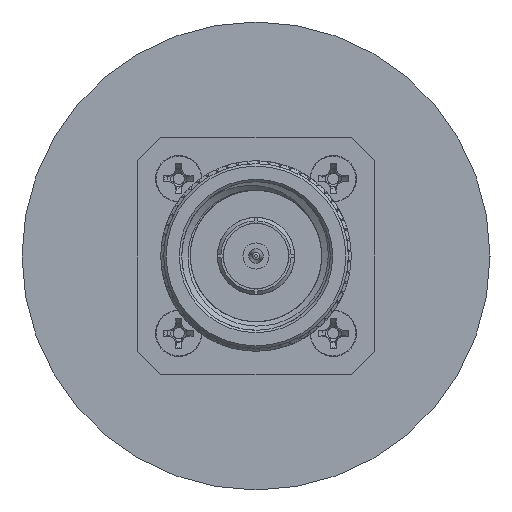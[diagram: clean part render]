
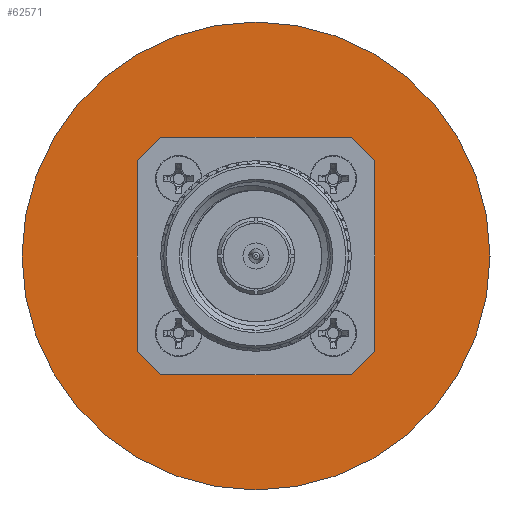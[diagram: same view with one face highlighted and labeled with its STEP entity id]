
A CAD part, left-side view. The second image highlights one B-rep face of the part: STEP entity #62571.
In plain terms, the highlighted planar face has unit normal (-1, 0, 0).
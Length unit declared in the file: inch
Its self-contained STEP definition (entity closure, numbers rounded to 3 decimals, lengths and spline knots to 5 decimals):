
#3086 = EDGE_CURVE ( 'NONE', #50449, #117594, #41996, .T. ) ;
#6866 = ORIENTED_EDGE ( 'NONE', *, *, #116579, .F. ) ;
#8507 = CARTESIAN_POINT ( 'NONE',  ( 0., -0.5, -0.4 ) ) ;
#9528 = ORIENTED_EDGE ( 'NONE', *, *, #118392, .T. ) ;
#10364 = CARTESIAN_POINT ( 'NONE',  ( 0., -0.98425, 0. ) ) ;
#12793 = CARTESIAN_POINT ( 'NONE',  ( 0., -0.5, 0.4 ) ) ;
#12867 = VECTOR ( 'NONE', #54009, 39.37008 ) ;
#14467 = VERTEX_POINT ( 'NONE', #8507 ) ;
#15318 = CARTESIAN_POINT ( 'NONE',  ( 0., -0.45, 0.45 ) ) ;
#16501 = ORIENTED_EDGE ( 'NONE', *, *, #59123, .F. ) ;
#16630 = CARTESIAN_POINT ( 'NONE',  ( 0., 0.5, 0.4 ) ) ;
#16677 = VECTOR ( 'NONE', #22934, 39.37008 ) ;
#18545 = EDGE_LOOP ( 'NONE', ( #78331, #63244, #82505, #67392, #6866, #9528, #16501, #49279 ) ) ;
#21970 = LINE ( 'NONE', #49155, #120452 ) ;
#22369 = ORIENTED_EDGE ( 'NONE', *, *, #40674, .T. ) ;
#22470 = CARTESIAN_POINT ( 'NONE',  ( 0., -0.4, -0.5 ) ) ;
#22934 = DIRECTION ( 'NONE',  ( 0., 0., -1. ) ) ;
#23043 = LINE ( 'NONE', #100418, #123100 ) ;
#23492 = DIRECTION ( 'NONE',  ( 0., 0.707, 0.707 ) ) ;
#25457 = CARTESIAN_POINT ( 'NONE',  ( 0., 0., 0. ) ) ;
#26258 = VECTOR ( 'NONE', #58334, 39.37008 ) ;
#28388 = FACE_BOUND ( 'NONE', #18545, .T. ) ;
#31082 = DIRECTION ( 'NONE',  ( 0., 1., 0. ) ) ;
#35259 = CARTESIAN_POINT ( 'NONE',  ( 0., 0.45, 0.45 ) ) ;
#36342 = VERTEX_POINT ( 'NONE', #50696 ) ;
#36759 = VECTOR ( 'NONE', #23492, 39.37008 ) ;
#37148 = VERTEX_POINT ( 'NONE', #12793 ) ;
#37712 = LINE ( 'NONE', #49281, #69120 ) ;
#40674 = EDGE_CURVE ( 'NONE', #119640, #119640, #78155, .T. ) ;
#41996 = LINE ( 'NONE', #51265, #16677 ) ;
#42808 = VERTEX_POINT ( 'NONE', #92676 ) ;
#47428 = CARTESIAN_POINT ( 'NONE',  ( 0., 0.4, -0.5 ) ) ;
#48393 = CARTESIAN_POINT ( 'NONE',  ( 0., -0.5, -0.5 ) ) ;
#49155 = CARTESIAN_POINT ( 'NONE',  ( 0., -0.5, 0.5 ) ) ;
#49279 = ORIENTED_EDGE ( 'NONE', *, *, #121558, .T. ) ;
#49281 = CARTESIAN_POINT ( 'NONE',  ( 0., -0.45, -0.45 ) ) ;
#49313 = FACE_OUTER_BOUND ( 'NONE', #55742, .T. ) ;
#49994 = EDGE_CURVE ( 'NONE', #50449, #36342, #103835, .T. ) ;
#50449 = VERTEX_POINT ( 'NONE', #16630 ) ;
#50696 = CARTESIAN_POINT ( 'NONE',  ( 0., 0.4, 0.5 ) ) ;
#51265 = CARTESIAN_POINT ( 'NONE',  ( 0., 0.5, -0.5 ) ) ;
#53040 = CARTESIAN_POINT ( 'NONE',  ( 0., 0.5, -0.4 ) ) ;
#54009 = DIRECTION ( 'NONE',  ( 0., -0.707, 0.707 ) ) ;
#54815 = VERTEX_POINT ( 'NONE', #47428 ) ;
#55742 = EDGE_LOOP ( 'NONE', ( #22369 ) ) ;
#57529 = LINE ( 'NONE', #48393, #26258 ) ;
#58334 = DIRECTION ( 'NONE',  ( 0., 0., 1. ) ) ;
#58819 = DIRECTION ( 'NONE',  ( 0., 0.707, -0.707 ) ) ;
#58988 = CARTESIAN_POINT ( 'NONE',  ( 0., 0.98425, 0. ) ) ;
#59123 = EDGE_CURVE ( 'NONE', #14467, #37148, #57529, .T. ) ;
#62155 = LINE ( 'NONE', #110559, #36759 ) ;
#62529 = DIRECTION ( 'NONE',  ( 0., -1., 0. ) ) ;
#62571 = ADVANCED_FACE ( 'NONE', ( #28388, #49313 ), #69056, .F. ) ;
#62950 = DIRECTION ( 'NONE',  ( -1., 0., 0. ) ) ;
#63244 = ORIENTED_EDGE ( 'NONE', *, *, #83421, .T. ) ;
#67392 = ORIENTED_EDGE ( 'NONE', *, *, #49994, .T. ) ;
#68034 = LINE ( 'NONE', #15318, #109754 ) ;
#69056 = PLANE ( 'NONE',  #70753 ) ;
#69120 = VECTOR ( 'NONE', #58819, 39.37008 ) ;
#70753 = AXIS2_PLACEMENT_3D ( 'NONE', #58988, #98151, #31082 ) ;
#73967 = EDGE_CURVE ( 'NONE', #54815, #107048, #23043, .T. ) ;
#77444 = DIRECTION ( 'NONE',  ( 0., 1., 0. ) ) ;
#78155 = CIRCLE ( 'NONE', #116018, 0.98425 ) ;
#78331 = ORIENTED_EDGE ( 'NONE', *, *, #73967, .F. ) ;
#82505 = ORIENTED_EDGE ( 'NONE', *, *, #3086, .F. ) ;
#82797 = DIRECTION ( 'NONE',  ( 0., -0.707, -0.707 ) ) ;
#83421 = EDGE_CURVE ( 'NONE', #54815, #117594, #62155, .T. ) ;
#92676 = CARTESIAN_POINT ( 'NONE',  ( 0., -0.4, 0.5 ) ) ;
#98151 = DIRECTION ( 'NONE',  ( 1., 0., 0. ) ) ;
#100418 = CARTESIAN_POINT ( 'NONE',  ( 0., -0.5, -0.5 ) ) ;
#103835 = LINE ( 'NONE', #35259, #12867 ) ;
#107048 = VERTEX_POINT ( 'NONE', #22470 ) ;
#109754 = VECTOR ( 'NONE', #82797, 39.37008 ) ;
#110015 = DIRECTION ( 'NONE',  ( 0., -1., 0. ) ) ;
#110559 = CARTESIAN_POINT ( 'NONE',  ( 0., 0.45, -0.45 ) ) ;
#116018 = AXIS2_PLACEMENT_3D ( 'NONE', #25457, #62950, #62529 ) ;
#116579 = EDGE_CURVE ( 'NONE', #42808, #36342, #21970, .T. ) ;
#117594 = VERTEX_POINT ( 'NONE', #53040 ) ;
#118392 = EDGE_CURVE ( 'NONE', #42808, #37148, #68034, .T. ) ;
#119640 = VERTEX_POINT ( 'NONE', #10364 ) ;
#120452 = VECTOR ( 'NONE', #77444, 39.37008 ) ;
#121558 = EDGE_CURVE ( 'NONE', #14467, #107048, #37712, .T. ) ;
#123100 = VECTOR ( 'NONE', #110015, 39.37008 ) ;
